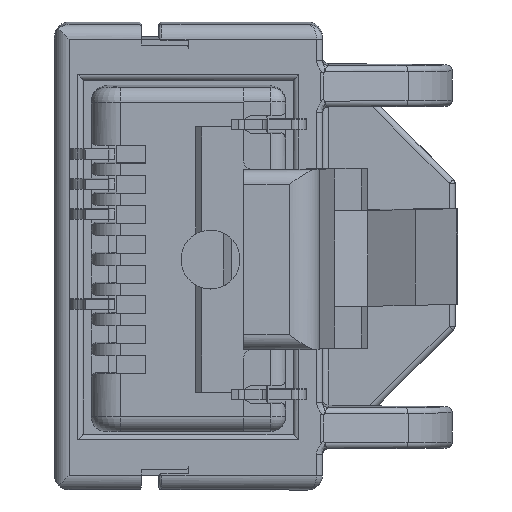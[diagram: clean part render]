
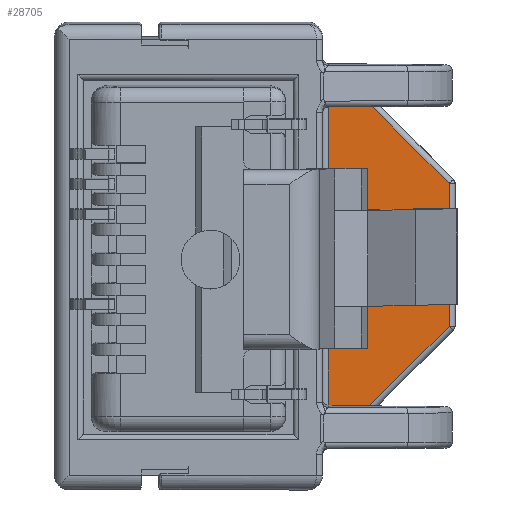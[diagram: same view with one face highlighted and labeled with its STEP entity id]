
A CAD part, left-side view. The second image highlights one B-rep face of the part: STEP entity #28705.
In plain terms, the highlighted planar face has unit normal (-1, 0, -0.006).
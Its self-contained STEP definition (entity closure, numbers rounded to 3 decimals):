
#208 = CARTESIAN_POINT ( 'NONE',  ( -85.579, -12.3, -17.966 ) ) ;
#945 = VERTEX_POINT ( 'NONE', #25020 ) ;
#1334 = DIRECTION ( 'NONE',  ( -0.004, -0.707, 0.707 ) ) ;
#1646 = EDGE_CURVE ( 'NONE', #4045, #25040, #15060, .T. ) ;
#2116 = DIRECTION ( 'NONE',  ( -0.006, 0., 1. ) ) ;
#2204 = LINE ( 'NONE', #23195, #26854 ) ;
#3184 = LINE ( 'NONE', #9964, #14951 ) ;
#3288 = VECTOR ( 'NONE', #28731, 1000. ) ;
#3672 = EDGE_CURVE ( 'NONE', #8804, #945, #13874, .T. ) ;
#4045 = VERTEX_POINT ( 'NONE', #28471 ) ;
#4575 = EDGE_CURVE ( 'NONE', #17353, #4045, #2204, .T. ) ;
#5981 = VERTEX_POINT ( 'NONE', #26360 ) ;
#6410 = ORIENTED_EDGE ( 'NONE', *, *, #1646, .T. ) ;
#7547 = DIRECTION ( 'NONE',  ( 1., 0., 0.006 ) ) ;
#8226 = EDGE_CURVE ( 'NONE', #5981, #8804, #20052, .T. ) ;
#8804 = VERTEX_POINT ( 'NONE', #17762 ) ;
#9384 = ORIENTED_EDGE ( 'NONE', *, *, #26188, .T. ) ;
#9418 = EDGE_LOOP ( 'NONE', ( #9384, #17083, #11795, #9984, #17919, #6410 ) ) ;
#9964 = CARTESIAN_POINT ( 'NONE',  ( -85.644, -12.3, -7.366 ) ) ;
#9984 = ORIENTED_EDGE ( 'NONE', *, *, #24198, .T. ) ;
#11226 = CARTESIAN_POINT ( 'NONE',  ( -85.597, -12.1, -15.083 ) ) ;
#11795 = ORIENTED_EDGE ( 'NONE', *, *, #3672, .T. ) ;
#13874 = LINE ( 'NONE', #208, #16768 ) ;
#14621 = DIRECTION ( 'NONE',  ( -0.006, 0., 1. ) ) ;
#14951 = VECTOR ( 'NONE', #19373, 1000. ) ;
#15056 = LINE ( 'NONE', #20028, #23126 ) ;
#15060 = LINE ( 'NONE', #26245, #3288 ) ;
#16768 = VECTOR ( 'NONE', #19117, 1000. ) ;
#17083 = ORIENTED_EDGE ( 'NONE', *, *, #8226, .T. ) ;
#17353 = VERTEX_POINT ( 'NONE', #11226 ) ;
#17762 = CARTESIAN_POINT ( 'NONE',  ( -85.579, -8., -17.966 ) ) ;
#17919 = ORIENTED_EDGE ( 'NONE', *, *, #4575, .T. ) ;
#19117 = DIRECTION ( 'NONE',  ( 0., -1., 0. ) ) ;
#19373 = DIRECTION ( 'NONE',  ( 0., 1., 0. ) ) ;
#20028 = CARTESIAN_POINT ( 'NONE',  ( -85.597, -12.159, -15.025 ) ) ;
#20052 = LINE ( 'NONE', #24088, #28178 ) ;
#21728 = PLANE ( 'NONE',  #27618 ) ;
#23126 = VECTOR ( 'NONE', #1334, 1000. ) ;
#23195 = CARTESIAN_POINT ( 'NONE',  ( -85.627, -12.1, -10.166 ) ) ;
#23799 = DIRECTION ( 'NONE',  ( 0.006, 0., -1. ) ) ;
#23971 = CARTESIAN_POINT ( 'NONE',  ( -85.645, -12.3, -7.166 ) ) ;
#24088 = CARTESIAN_POINT ( 'NONE',  ( -85.645, -8., -7.166 ) ) ;
#24198 = EDGE_CURVE ( 'NONE', #945, #17353, #15056, .T. ) ;
#24362 = FACE_OUTER_BOUND ( 'NONE', #9418, .T. ) ;
#25020 = CARTESIAN_POINT ( 'NONE',  ( -85.579, -9.217, -17.966 ) ) ;
#25040 = VERTEX_POINT ( 'NONE', #28946 ) ;
#26188 = EDGE_CURVE ( 'NONE', #25040, #5981, #3184, .T. ) ;
#26245 = CARTESIAN_POINT ( 'NONE',  ( -85.644, -9.159, -7.308 ) ) ;
#26360 = CARTESIAN_POINT ( 'NONE',  ( -85.644, -8., -7.366 ) ) ;
#26854 = VECTOR ( 'NONE', #2116, 1000. ) ;
#27618 = AXIS2_PLACEMENT_3D ( 'NONE', #23971, #7547, #14621 ) ;
#28178 = VECTOR ( 'NONE', #23799, 1000. ) ;
#28471 = CARTESIAN_POINT ( 'NONE',  ( -85.626, -12.1, -10.249 ) ) ;
#28705 = ADVANCED_FACE ( 'NONE', ( #24362 ), #21728, .F. ) ;
#28731 = DIRECTION ( 'NONE',  ( -0.004, 0.707, 0.707 ) ) ;
#28946 = CARTESIAN_POINT ( 'NONE',  ( -85.644, -9.217, -7.366 ) ) ;
